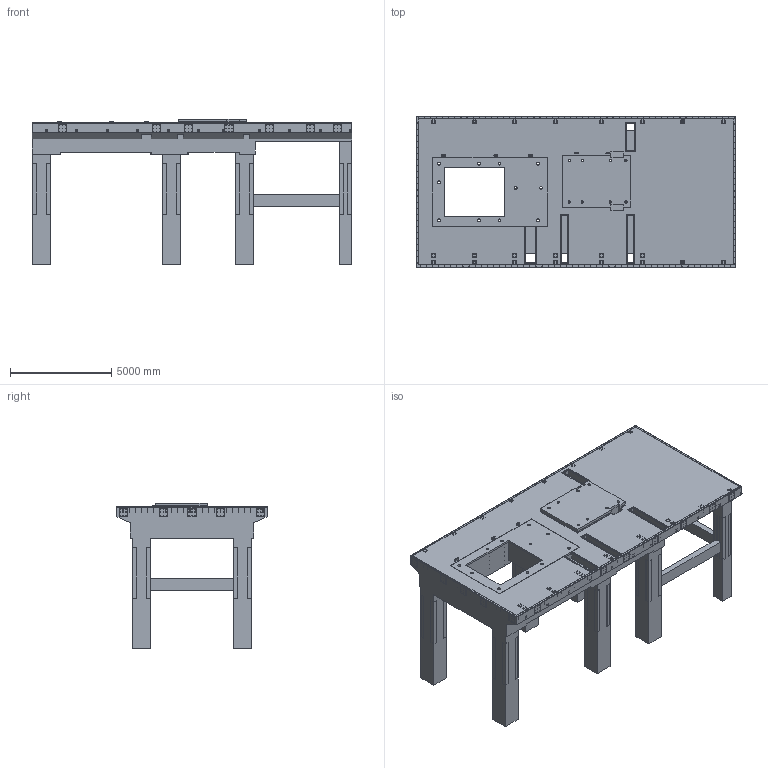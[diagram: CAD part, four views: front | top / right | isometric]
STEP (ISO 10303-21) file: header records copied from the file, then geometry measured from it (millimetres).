
FILE_DESCRIPTION(/* description */ (''),/* implementation_level */ '2;1');
FILE_NAME(/* name */ 'MÓNG DƯƠNG TUABIN.stp',/* time_stamp */ '2026-02-06T15:18:07+07:00',/* author */ ('TRUNG'),/* organization */ (''),/* preprocessor_version */ 'ST-DEVELOPER v19',/* originating_system */ 'Autodesk Inventor 2023',/* authorisation */ '');
FILE_SCHEMA (('AUTOMOTIVE_DESIGN { 1 0 10303 214 3 1 1 }'));
Length unit declared in the file: millimetre
Products named in the file (41): MÓNG DƯƠNG TUABIN; MÓNG SÀN TRÊN; LẮP M3; D-M1; LẮP M2; D-M1_1; LẮP M1; D-M1_2; D-M1_MIR; LẮP M6; D-M1_3; D-M1_4; LẮP ỐNG LÓT BULONG; D-M1_5; D-M1_6; D-M1_7; D-M1_8; D-M1_9; LẮP ỐNG 60; D-M1_10; D-M1_11; KHUNG V LỔ THÔNG SÀN; KHUNG 400X1350; Frame 1770356686448; Skeleton 1770356686449; JIS G 3192 - 50 x 50 x 5 - 500; JIS G 3192 - 50 x 50 x 5 - 1450; JIS G 3192 - 50 x 50 x 5 - 500_1; JIS G 3192 - 50 x 50 x 5 - 1450_1; JIS G 3192 - 50 x 50 x 5 - 2450; JIS G 3192 - 50 x 50 x 5 - 400; JIS G 3192 - 50 x 50 x 5 - 2450_1; JIS G 3192 - 50 x 50 x 5 - 400_1; JIS G 3192 - 50 x 50 x 5 - 2450_2; JIS G 3192 - 50 x 50 x 5 - 400_2; JIS G 3192 - 50 x 50 x 5 - 2450_3; JIS G 3192 - 50 x 50 x 5 - 400_3; JIS G 3192 - 50 x 50 x 5 - 1850; JIS G 3192 - 50 x 50 x 5 - 600; JIS G 3192 - 50 x 50 x 5 - 1850_1 ...
Assembly tree (126 placements, depth 4):
  MÓNG DƯƠNG TUABIN
    MÓNG SÀN TRÊN
    LẮP M3
      D-M1  x5
    LẮP M2
      D-M1_1  x22
    LẮP M1
      D-M1_2  x12
      D-M1_MIR  x7
    LẮP M6
      D-M1_3  x28
    D-M1_4
    LẮP ỐNG LÓT BULONG
      D-M1_5  x6
      D-M1_6  x4
      D-M1_7
      D-M1_8  x4
      D-M1_9  x4
    LẮP ỐNG 60
      D-M1_10  x3
      D-M1_11  x2
    KHUNG V LỔ THÔNG SÀN
      KHUNG 400X1350
      Frame 1770356686448
        Skeleton 1770356686449
        JIS G 3192 - 50 x 50 x 5 - 500
        JIS G 3192 - 50 x 50 x 5 - 1450
        JIS G 3192 - 50 x 50 x 5 - 500_1
        JIS G 3192 - 50 x 50 x 5 - 1450_1
        JIS G 3192 - 50 x 50 x 5 - 2450
        JIS G 3192 - 50 x 50 x 5 - 400
        JIS G 3192 - 50 x 50 x 5 - 2450_1
        JIS G 3192 - 50 x 50 x 5 - 400_1
        JIS G 3192 - 50 x 50 x 5 - 2450_2
        JIS G 3192 - 50 x 50 x 5 - 400_2
        JIS G 3192 - 50 x 50 x 5 - 2450_3
        JIS G 3192 - 50 x 50 x 5 - 400_3
        JIS G 3192 - 50 x 50 x 5 - 1850
        JIS G 3192 - 50 x 50 x 5 - 600
        JIS G 3192 - 50 x 50 x 5 - 1850_1
    V KẸP CỘT
Bounding box: 15760 x 7410 x 7200 mm (x, y, z)
Volume: 145014339341.2 mm3; surface area: 852039562.9 mm2
Topology: 616 solids, 616 shells, 3664 faces, 6406 edges, 4496 vertices
Faces by surface type: plane 2101, cylinder 1533, torus 30
Full cylindrical faces by diameter (mm): 8 x154, 10 x28, 12 x88, 16 x627, 54 x30, 60 x30, 106 x8, 114 x32, 132 x11, 140 x44
Entity records: 44090 total; most frequent: CARTESIAN_POINT 10434, DIRECTION 6775, ORIENTED_EDGE 5858, EDGE_CURVE 2929, AXIS2_PLACEMENT_3D 2407, VERTEX_POINT 1986, LINE 1961, VECTOR 1961
